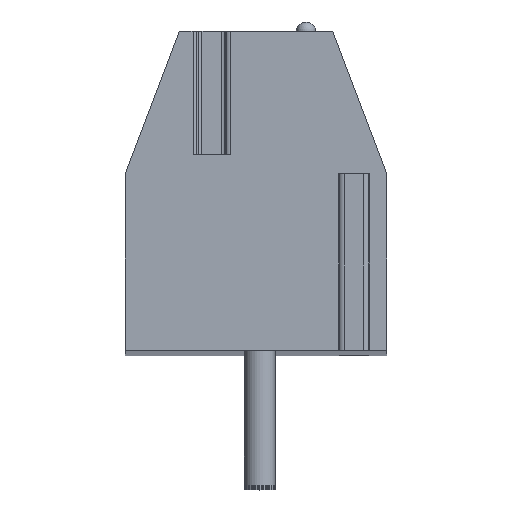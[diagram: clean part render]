
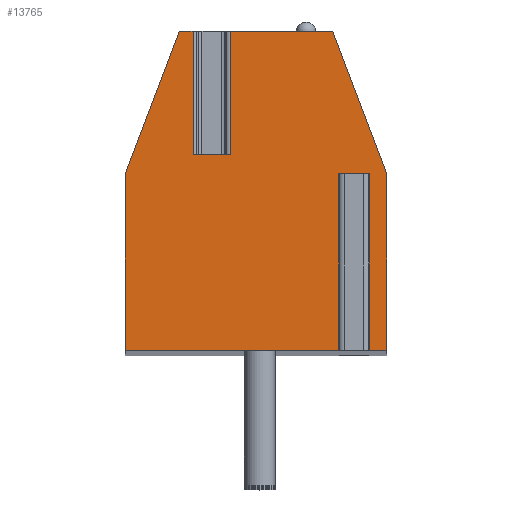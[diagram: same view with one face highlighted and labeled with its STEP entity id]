
A CAD part, top view. The second image highlights one B-rep face of the part: STEP entity #13765.
In plain terms, the highlighted planar face has unit normal (0, 0, 1).
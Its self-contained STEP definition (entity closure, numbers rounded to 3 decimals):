
#14=DIRECTION('',(0.,1.,0.));
#15=VECTOR('',#14,3.2);
#16=CARTESIAN_POINT('',(-1.636,1.,74.295));
#17=LINE('',#16,#15);
#18=DIRECTION('',(1.,0.,0.));
#19=VECTOR('',#18,0.972);
#20=CARTESIAN_POINT('',(-1.636,1.,74.295));
#21=LINE('',#20,#19);
#22=DIRECTION('',(0.,1.,0.));
#23=VECTOR('',#22,3.2);
#24=CARTESIAN_POINT('',(-0.664,1.,74.295));
#25=LINE('',#24,#23);
#26=DIRECTION('',(-1.,0.,0.));
#27=VECTOR('',#26,2.659);
#28=CARTESIAN_POINT('',(1.995,4.2,74.295));
#29=LINE('',#28,#27);
#30=DIRECTION('',(-0.355,0.935,0.));
#31=VECTOR('',#30,3.958);
#32=CARTESIAN_POINT('',(3.4,0.5,74.295));
#33=LINE('',#32,#31);
#34=DIRECTION('',(0.,1.,0.));
#35=VECTOR('',#34,4.6);
#36=CARTESIAN_POINT('',(3.4,-4.1,74.295));
#37=LINE('',#36,#35);
#38=DIRECTION('',(1.,0.,0.));
#39=VECTOR('',#38,0.625);
#40=CARTESIAN_POINT('',(2.775,-4.1,74.295));
#41=LINE('',#40,#39);
#42=DIRECTION('',(0.,1.,0.));
#43=VECTOR('',#42,4.6);
#44=CARTESIAN_POINT('',(2.775,-4.1,74.295));
#45=LINE('',#44,#43);
#46=DIRECTION('',(-1.,0.,0.));
#47=VECTOR('',#46,0.45);
#48=CARTESIAN_POINT('',(2.775,0.5,74.295));
#49=LINE('',#48,#47);
#50=DIRECTION('',(0.,1.,0.));
#51=VECTOR('',#50,4.6);
#52=CARTESIAN_POINT('',(2.325,-4.1,74.295));
#53=LINE('',#52,#51);
#54=DIRECTION('',(1.,0.,0.));
#55=VECTOR('',#54,5.725);
#56=CARTESIAN_POINT('',(-3.4,-4.1,74.295));
#57=LINE('',#56,#55);
#58=DIRECTION('',(0.,-1.,0.));
#59=VECTOR('',#58,4.6);
#60=CARTESIAN_POINT('',(-3.4,0.5,74.295));
#61=LINE('',#60,#59);
#62=DIRECTION('',(-0.355,-0.935,0.));
#63=VECTOR('',#62,3.958);
#64=CARTESIAN_POINT('',(-1.995,4.2,74.295));
#65=LINE('',#64,#63);
#66=DIRECTION('',(-1.,0.,0.));
#67=VECTOR('',#66,0.359);
#68=CARTESIAN_POINT('',(-1.636,4.2,74.295));
#69=LINE('',#68,#67);
#10806=CARTESIAN_POINT('',(-1.995,4.2,74.295));
#10807=CARTESIAN_POINT('',(-3.4,0.5,74.295));
#10808=VERTEX_POINT('',#10806);
#10809=VERTEX_POINT('',#10807);
#10810=CARTESIAN_POINT('',(-3.4,-4.1,74.295));
#10811=VERTEX_POINT('',#10810);
#10812=CARTESIAN_POINT('',(3.4,-4.1,74.295));
#10813=CARTESIAN_POINT('',(3.4,0.5,74.295));
#10814=VERTEX_POINT('',#10812);
#10815=VERTEX_POINT('',#10813);
#10816=CARTESIAN_POINT('',(1.995,4.2,74.295));
#10817=VERTEX_POINT('',#10816);
#10854=CARTESIAN_POINT('',(2.775,0.5,74.295));
#10855=CARTESIAN_POINT('',(2.325,0.5,74.295));
#10856=VERTEX_POINT('',#10854);
#10857=VERTEX_POINT('',#10855);
#10858=CARTESIAN_POINT('',(2.325,-4.1,74.295));
#10859=VERTEX_POINT('',#10858);
#10860=CARTESIAN_POINT('',(2.775,-4.1,74.295));
#10861=VERTEX_POINT('',#10860);
#10922=CARTESIAN_POINT('',(-1.636,1.,74.295));
#10923=CARTESIAN_POINT('',(-1.636,4.2,74.295));
#10924=VERTEX_POINT('',#10922);
#10925=VERTEX_POINT('',#10923);
#10926=CARTESIAN_POINT('',(-0.664,1.,74.295));
#10927=CARTESIAN_POINT('',(-0.664,4.2,74.295));
#10928=VERTEX_POINT('',#10926);
#10929=VERTEX_POINT('',#10927);
#13730=CARTESIAN_POINT('',(0.,0.,74.295));
#13731=DIRECTION('',(0.,0.,1.));
#13732=DIRECTION('',(1.,0.,0.));
#13733=AXIS2_PLACEMENT_3D('',#13730,#13731,#13732);
#13734=PLANE('',#13733);
#13736=ORIENTED_EDGE('',*,*,#13735,.F.);
#13738=ORIENTED_EDGE('',*,*,#13737,.T.);
#13740=ORIENTED_EDGE('',*,*,#13739,.T.);
#13742=ORIENTED_EDGE('',*,*,#13741,.F.);
#13744=ORIENTED_EDGE('',*,*,#13743,.F.);
#13746=ORIENTED_EDGE('',*,*,#13745,.F.);
#13748=ORIENTED_EDGE('',*,*,#13747,.F.);
#13750=ORIENTED_EDGE('',*,*,#13749,.T.);
#13752=ORIENTED_EDGE('',*,*,#13751,.T.);
#13754=ORIENTED_EDGE('',*,*,#13753,.F.);
#13756=ORIENTED_EDGE('',*,*,#13755,.F.);
#13758=ORIENTED_EDGE('',*,*,#13757,.F.);
#13760=ORIENTED_EDGE('',*,*,#13759,.F.);
#13762=ORIENTED_EDGE('',*,*,#13761,.F.);
#13763=EDGE_LOOP('',(#13736,#13738,#13740,#13742,#13744,#13746,#13748,#13750,
#13752,#13754,#13756,#13758,#13760,#13762));
#13764=FACE_OUTER_BOUND('',#13763,.F.);
#13735=EDGE_CURVE('',#10924,#10925,#17,.T.);
#13737=EDGE_CURVE('',#10924,#10928,#21,.T.);
#13739=EDGE_CURVE('',#10928,#10929,#25,.T.);
#13741=EDGE_CURVE('',#10817,#10929,#29,.T.);
#13743=EDGE_CURVE('',#10815,#10817,#33,.T.);
#13745=EDGE_CURVE('',#10814,#10815,#37,.T.);
#13747=EDGE_CURVE('',#10861,#10814,#41,.T.);
#13749=EDGE_CURVE('',#10861,#10856,#45,.T.);
#13751=EDGE_CURVE('',#10856,#10857,#49,.T.);
#13753=EDGE_CURVE('',#10859,#10857,#53,.T.);
#13755=EDGE_CURVE('',#10811,#10859,#57,.T.);
#13757=EDGE_CURVE('',#10809,#10811,#61,.T.);
#13759=EDGE_CURVE('',#10808,#10809,#65,.T.);
#13761=EDGE_CURVE('',#10925,#10808,#69,.T.);
#13765=ADVANCED_FACE('',(#13764),#13734,.T.);
